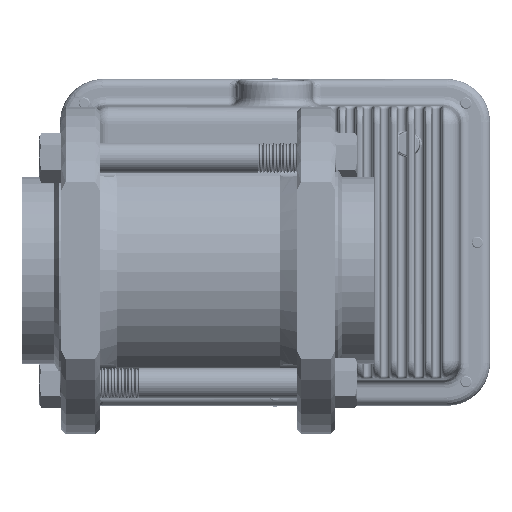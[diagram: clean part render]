
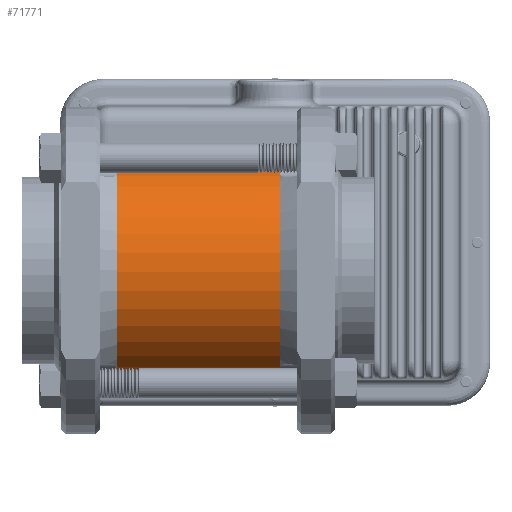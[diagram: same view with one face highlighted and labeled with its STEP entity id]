
A CAD part, front view. The second image highlights one B-rep face of the part: STEP entity #71771.
In plain terms, the highlighted cylindrical face has radius 41.097 mm (diameter 82.194 mm), a partial arc.
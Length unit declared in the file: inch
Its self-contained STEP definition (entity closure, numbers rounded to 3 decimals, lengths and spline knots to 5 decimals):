
#933 = VERTEX_POINT ( 'NONE', #33796 ) ;
#7496 = CARTESIAN_POINT ( 'NONE',  ( 1.309, 0., 0. ) ) ;
#12247 = LINE ( 'NONE', #36172, #128676 ) ;
#12917 = DIRECTION ( 'NONE',  ( 1., 0., 0. ) ) ;
#13191 = CARTESIAN_POINT ( 'NONE',  ( -1.316, 0., 0. ) ) ;
#24546 = DIRECTION ( 'NONE',  ( 0., 0., -1. ) ) ;
#33796 = CARTESIAN_POINT ( 'NONE',  ( -1.316, -0.064, 1.61673 ) ) ;
#36172 = CARTESIAN_POINT ( 'NONE',  ( 1.309, 1.5, -0.60657 ) ) ;
#37134 = DIRECTION ( 'NONE',  ( -1., 0., 0. ) ) ;
#37469 = CARTESIAN_POINT ( 'NONE',  ( 1.309, -0.064, 1.61673 ) ) ;
#42098 = AXIS2_PLACEMENT_3D ( 'NONE', #80525, #12917, #91800 ) ;
#43361 = CIRCLE ( 'NONE', #42098, 1.618 ) ;
#47726 = CARTESIAN_POINT ( 'NONE',  ( 1.309, 1.5, -0.60657 ) ) ;
#48826 = DIRECTION ( 'NONE',  ( -1., 0., 0. ) ) ;
#52462 = DIRECTION ( 'NONE',  ( 0., 0., 1. ) ) ;
#60185 = AXIS2_PLACEMENT_3D ( 'NONE', #13191, #92067, #24546 ) ;
#64696 = EDGE_CURVE ( 'NONE', #933, #108592, #140226, .T. ) ;
#68510 = EDGE_LOOP ( 'NONE', ( #81841, #126425, #86646, #111399 ) ) ;
#71771 = ADVANCED_FACE ( 'NONE', ( #103876 ), #130322, .T. ) ;
#75113 = DIRECTION ( 'NONE',  ( -1., 0., 0. ) ) ;
#80525 = CARTESIAN_POINT ( 'NONE',  ( 1.309, 0., 0. ) ) ;
#81002 = EDGE_CURVE ( 'NONE', #126421, #132589, #43361, .T. ) ;
#81613 = CARTESIAN_POINT ( 'NONE',  ( 1.309, -0.064, 1.61673 ) ) ;
#81841 = ORIENTED_EDGE ( 'NONE', *, *, #81002, .F. ) ;
#86646 = ORIENTED_EDGE ( 'NONE', *, *, #64696, .T. ) ;
#88660 = LINE ( 'NONE', #37469, #145091 ) ;
#91800 = DIRECTION ( 'NONE',  ( 0., 0., -1. ) ) ;
#92067 = DIRECTION ( 'NONE',  ( 1., 0., 0. ) ) ;
#97713 = AXIS2_PLACEMENT_3D ( 'NONE', #7496, #75113, #52462 ) ;
#103876 = FACE_OUTER_BOUND ( 'NONE', #68510, .T. ) ;
#108592 = VERTEX_POINT ( 'NONE', #119079 ) ;
#111399 = ORIENTED_EDGE ( 'NONE', *, *, #139988, .F. ) ;
#119079 = CARTESIAN_POINT ( 'NONE',  ( -1.316, 1.5, -0.60657 ) ) ;
#126421 = VERTEX_POINT ( 'NONE', #81613 ) ;
#126425 = ORIENTED_EDGE ( 'NONE', *, *, #137620, .T. ) ;
#128676 = VECTOR ( 'NONE', #37134, 39.37008 ) ;
#130322 = CYLINDRICAL_SURFACE ( 'NONE', #97713, 1.618 ) ;
#132589 = VERTEX_POINT ( 'NONE', #47726 ) ;
#137620 = EDGE_CURVE ( 'NONE', #126421, #933, #88660, .T. ) ;
#139988 = EDGE_CURVE ( 'NONE', #132589, #108592, #12247, .T. ) ;
#140226 = CIRCLE ( 'NONE', #60185, 1.618 ) ;
#145091 = VECTOR ( 'NONE', #48826, 39.37008 ) ;
